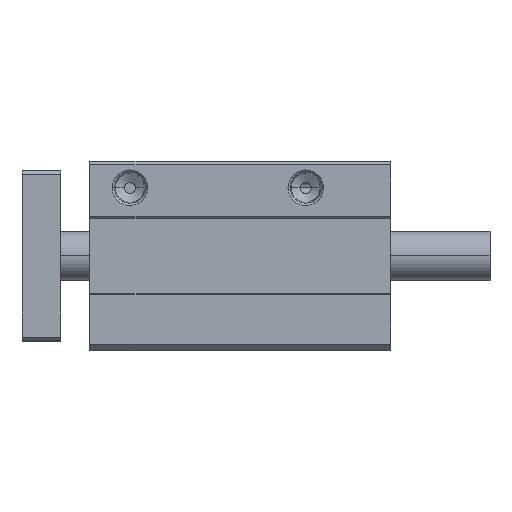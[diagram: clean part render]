
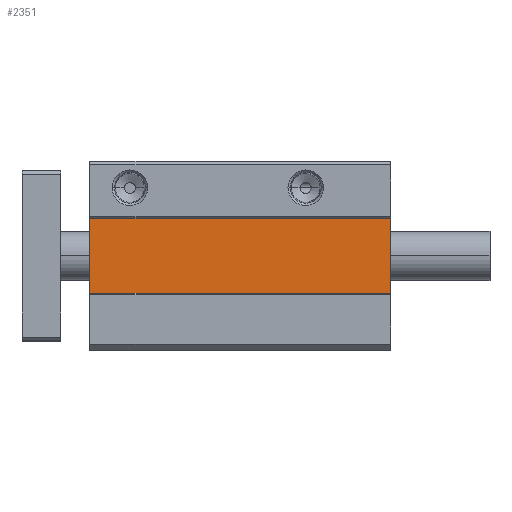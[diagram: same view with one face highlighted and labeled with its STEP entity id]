
A CAD part, top view. The second image highlights one B-rep face of the part: STEP entity #2351.
In plain terms, the highlighted planar face has unit normal (0, 0, 1).
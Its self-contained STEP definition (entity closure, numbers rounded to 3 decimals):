
#112 = AXIS2_PLACEMENT_3D ( 'NONE', #7305, #3466, #6502 ) ;
#563 = VERTEX_POINT ( 'NONE', #2478 ) ;
#931 = ORIENTED_EDGE ( 'NONE', *, *, #6738, .T. ) ;
#1301 = VECTOR ( 'NONE', #12281, 1000. ) ;
#2100 = LINE ( 'NONE', #10265, #5990 ) ;
#2235 = ORIENTED_EDGE ( 'NONE', *, *, #2319, .T. ) ;
#2319 = EDGE_CURVE ( 'NONE', #563, #3187, #12406, .T. ) ;
#2351 = ADVANCED_FACE ( 'NONE', ( #8489 ), #12535, .T. ) ;
#2397 = ORIENTED_EDGE ( 'NONE', *, *, #10355, .F. ) ;
#2478 = CARTESIAN_POINT ( 'NONE',  ( 0., 15.5, 80.4 ) ) ;
#3187 = VERTEX_POINT ( 'NONE', #4739 ) ;
#3334 = CARTESIAN_POINT ( 'NONE',  ( 0., -15.5, 80.4 ) ) ;
#3414 = VECTOR ( 'NONE', #12184, 1000. ) ;
#3466 = DIRECTION ( 'NONE',  ( 0., 0., 1. ) ) ;
#3959 = DIRECTION ( 'NONE',  ( 1., 0., 0. ) ) ;
#4144 = VECTOR ( 'NONE', #7427, 1000. ) ;
#4651 = CARTESIAN_POINT ( 'NONE',  ( 124., -15.5, 80.4 ) ) ;
#4739 = CARTESIAN_POINT ( 'NONE',  ( 0., -15.5, 80.4 ) ) ;
#5186 = ORIENTED_EDGE ( 'NONE', *, *, #8399, .F. ) ;
#5990 = VECTOR ( 'NONE', #3959, 1000. ) ;
#6502 = DIRECTION ( 'NONE',  ( 1., 0., 0. ) ) ;
#6738 = EDGE_CURVE ( 'NONE', #9193, #10854, #7144, .T. ) ;
#7144 = LINE ( 'NONE', #12976, #3414 ) ;
#7305 = CARTESIAN_POINT ( 'NONE',  ( 0., -15.5, 80.4 ) ) ;
#7427 = DIRECTION ( 'NONE',  ( 0., -1., 0. ) ) ;
#8235 = LINE ( 'NONE', #10252, #1301 ) ;
#8399 = EDGE_CURVE ( 'NONE', #563, #10854, #2100, .T. ) ;
#8489 = FACE_OUTER_BOUND ( 'NONE', #8796, .T. ) ;
#8796 = EDGE_LOOP ( 'NONE', ( #2235, #2397, #931, #5186 ) ) ;
#9193 = VERTEX_POINT ( 'NONE', #4651 ) ;
#9491 = CARTESIAN_POINT ( 'NONE',  ( 124., 15.5, 80.4 ) ) ;
#10252 = CARTESIAN_POINT ( 'NONE',  ( 0., -15.5, 80.4 ) ) ;
#10265 = CARTESIAN_POINT ( 'NONE',  ( 0., 15.5, 80.4 ) ) ;
#10355 = EDGE_CURVE ( 'NONE', #9193, #3187, #8235, .T. ) ;
#10854 = VERTEX_POINT ( 'NONE', #9491 ) ;
#12184 = DIRECTION ( 'NONE',  ( 0., 1., 0. ) ) ;
#12281 = DIRECTION ( 'NONE',  ( -1., 0., 0. ) ) ;
#12406 = LINE ( 'NONE', #3334, #4144 ) ;
#12535 = PLANE ( 'NONE',  #112 ) ;
#12976 = CARTESIAN_POINT ( 'NONE',  ( 124., -15.5, 80.4 ) ) ;
